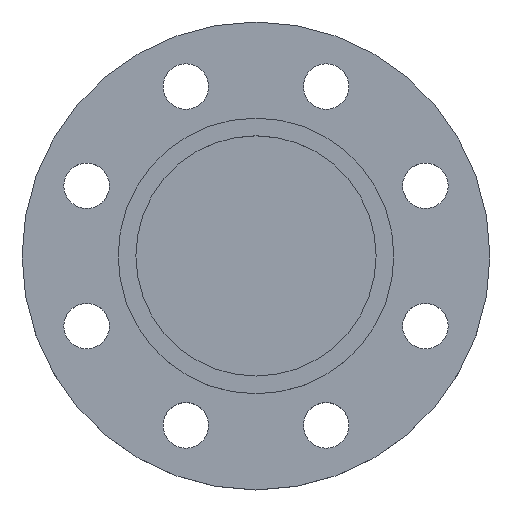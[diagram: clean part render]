
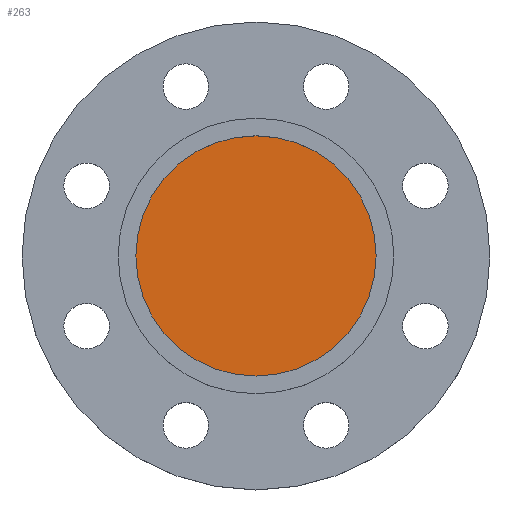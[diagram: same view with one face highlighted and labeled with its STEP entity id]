
A CAD part, top view. The second image highlights one B-rep face of the part: STEP entity #263.
In plain terms, the highlighted planar face has unit normal (0, 0, 1).
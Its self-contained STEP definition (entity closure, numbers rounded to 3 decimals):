
#21 = AXIS2_PLACEMENT_3D ( 'NONE', #851, #852, #853 ) ;
#130 = DIRECTION ( 'NONE',  ( -1., 0., 0. ) ) ;
#131 = DIRECTION ( 'NONE',  ( 0., 0., -1. ) ) ;
#132 = CARTESIAN_POINT ( 'NONE',  ( 0., 0., -4.5 ) ) ;
#171 = DIRECTION ( 'NONE',  ( -1., 0., 0. ) ) ;
#172 = DIRECTION ( 'NONE',  ( 0., 0., -1. ) ) ;
#173 = CARTESIAN_POINT ( 'NONE',  ( 0., 0., -4.5 ) ) ;
#218 = CARTESIAN_POINT ( 'NONE',  ( 47.5, 0., -4.5 ) ) ;
#263 = ADVANCED_FACE ( 'NONE', ( #849 ), #850, .T. ) ;
#274 = CIRCLE ( 'NONE', #277, 47.5 ) ;
#277 = AXIS2_PLACEMENT_3D ( 'NONE', #173, #172, #171 ) ;
#288 = CARTESIAN_POINT ( 'NONE',  ( -47.5, 0., -4.5 ) ) ;
#291 = CIRCLE ( 'NONE', #303, 47.5 ) ;
#303 = AXIS2_PLACEMENT_3D ( 'NONE', #132, #131, #130 ) ;
#563 = VERTEX_POINT ( 'NONE', #288 ) ;
#633 = VERTEX_POINT ( 'NONE', #218 ) ;
#647 = EDGE_CURVE ( 'NONE', #633, #563, #274, .T. ) ;
#686 = ORIENTED_EDGE ( 'NONE', *, *, #712, .F. ) ;
#687 = ORIENTED_EDGE ( 'NONE', *, *, #647, .F. ) ;
#712 = EDGE_CURVE ( 'NONE', #563, #633, #291, .T. ) ;
#763 = EDGE_LOOP ( 'NONE', ( #686, #687 ) ) ;
#849 = FACE_OUTER_BOUND ( 'NONE', #763, .T. ) ;
#850 = PLANE ( 'NONE',  #21 ) ;
#851 = CARTESIAN_POINT ( 'NONE',  ( 47.5, 0., -4.5 ) ) ;
#852 = DIRECTION ( 'NONE',  ( 0., 0., 1. ) ) ;
#853 = DIRECTION ( 'NONE',  ( 1., 0., 0. ) ) ;
